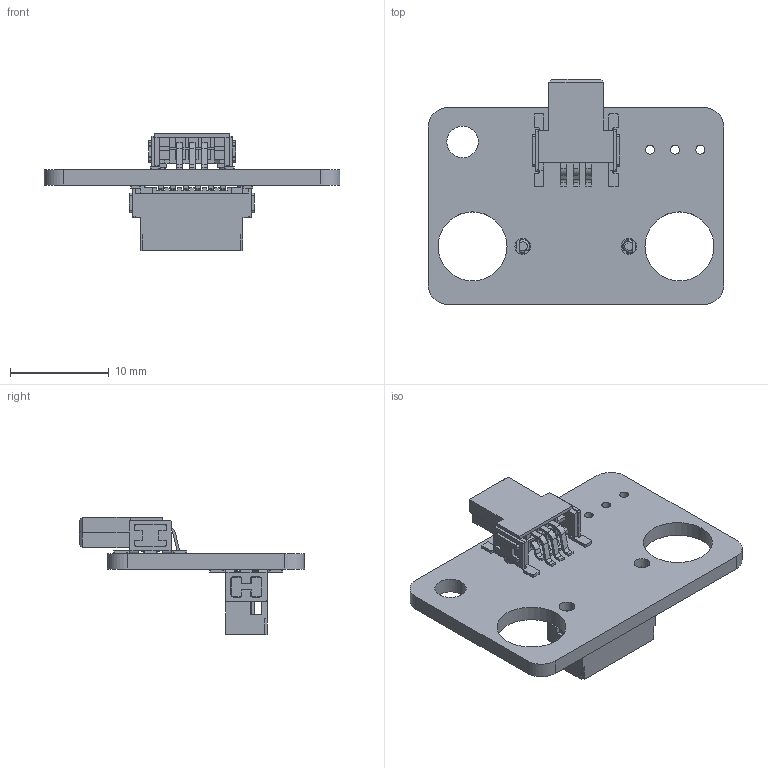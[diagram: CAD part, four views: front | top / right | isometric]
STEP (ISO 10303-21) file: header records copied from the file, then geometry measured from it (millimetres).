
FILE_DESCRIPTION(('Open CASCADE Model'),'2;1');
FILE_NAME('Open CASCADE Shape Model','2023-10-30T10:26:23',('Author'),( 'Open CASCADE'),'Open CASCADE STEP processor 6.8','Open CASCADE 6.8' ,'Unknown');
FILE_SCHEMA(('AUTOMOTIVE_DESIGN { 1 0 10303 214 1 1 1 1 }'));
Products named in the file (1): PCB
Bounding box: 30 x 22.83 x 11.88 mm (x, y, z)
Volume: 785.9 mm3; surface area: 2291.8 mm2
Topology: 1 solids, 778 shells, 1103 faces, 4882 edges, 4552 vertices
Faces by surface type: plane 797, cylinder 184, bspline 88, torus 17, cone 9, sphere 8
Full cylindrical faces by diameter (mm): 0.9 x3, 1.55 x2, 1.6 x2, 3.2 x1, 7 x2
Entity records: 57763 total; most frequent: CARTESIAN_POINT 13772, DIRECTION 7087, ORIENTED_EDGE 5740, EDGE_CURVE 4874, VERTEX_POINT 4552, LINE 3565, VECTOR 3565, AXIS2_PLACEMENT_3D 1761
